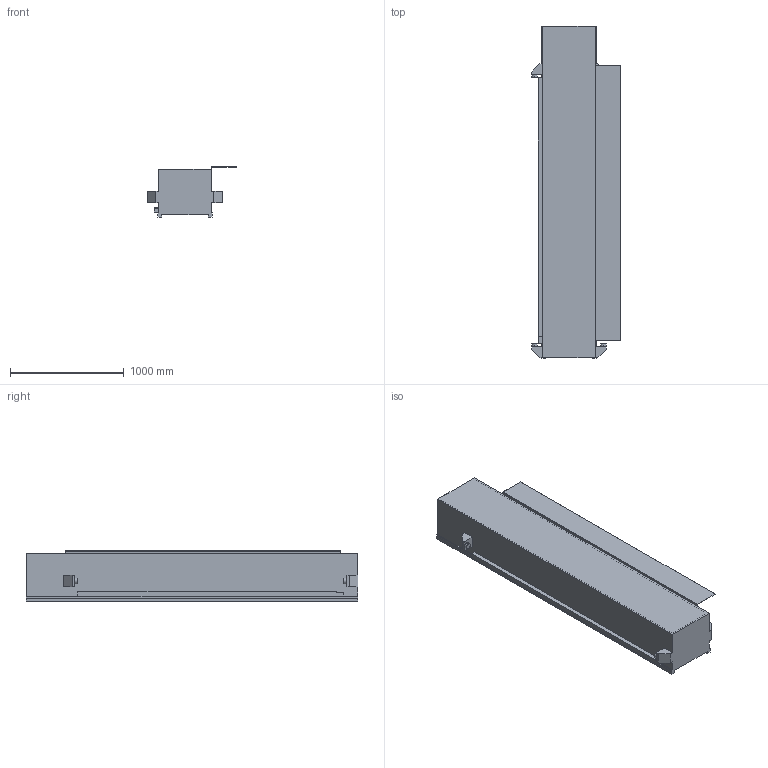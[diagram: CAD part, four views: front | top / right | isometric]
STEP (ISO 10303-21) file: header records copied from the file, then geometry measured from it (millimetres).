
FILE_DESCRIPTION (( 'STEP AP203' ), '1' );
FILE_NAME ('z beam_Default_sldprt.STEP', '2023-04-26T21:19:17', ( '' ), ( '' ), 'SwSTEP 2.0', 'SolidWorks 2022', '' );
FILE_SCHEMA (( 'CONFIG_CONTROL_DESIGN' ));
Length unit declared in the file: millimetre
Products named in the file (1): z beam_Default_sldprt
Bounding box: 780 x 2920 x 443 mm (x, y, z)
Volume: 87167039.5 mm3; surface area: 11876164.5 mm2
Topology: 1 solids, 1 shells, 73 faces, 196 edges, 128 vertices
Faces by surface type: plane 65, cylinder 8
Entity records: 2323 total; most frequent: CARTESIAN_POINT 398, ORIENTED_EDGE 392, DIRECTION 364, EDGE_CURVE 196, VECTOR 176, LINE 176, VERTEX_POINT 128, AXIS2_PLACEMENT_3D 94
